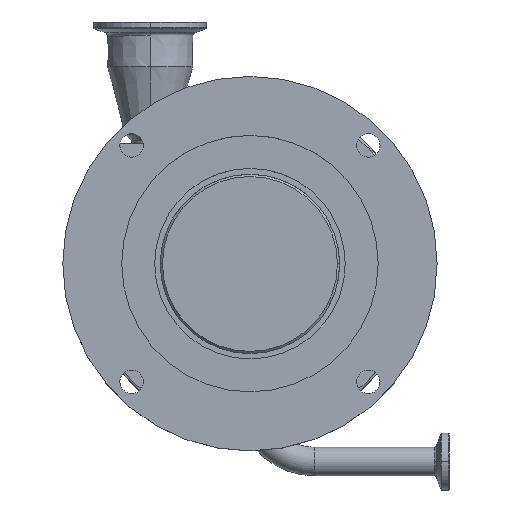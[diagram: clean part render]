
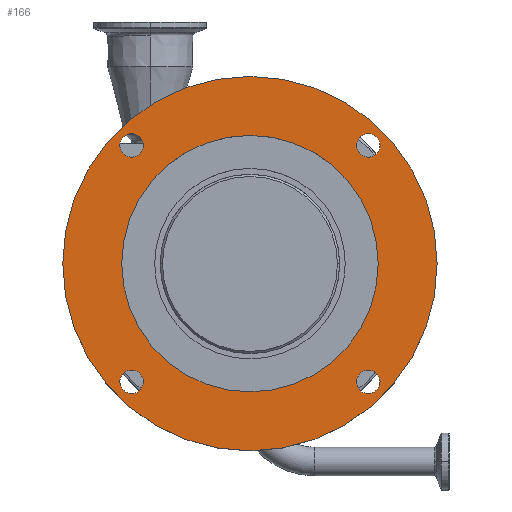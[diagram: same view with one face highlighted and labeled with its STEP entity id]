
A CAD part, top view. The second image highlights one B-rep face of the part: STEP entity #166.
In plain terms, the highlighted planar face has unit normal (0, 0, 1).
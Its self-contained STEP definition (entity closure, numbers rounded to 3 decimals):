
#48 = PLANE ( 'NONE',  #8729 ) ;
#166 = ADVANCED_FACE ( 'NONE', ( #9435, #8040, #5121, #7170, #3625, #1459 ), #48, .T. ) ;
#287 = CIRCLE ( 'NONE', #8670, 5.25 ) ;
#320 = EDGE_CURVE ( 'NONE', #5222, #7438, #1709, .T. ) ;
#346 = EDGE_CURVE ( 'NONE', #5801, #1219, #5701, .T. ) ;
#475 = CARTESIAN_POINT ( 'NONE',  ( -52.759, 52.759, -5.5 ) ) ;
#530 = CARTESIAN_POINT ( 'NONE',  ( 0., 0., -5.5 ) ) ;
#567 = DIRECTION ( 'NONE',  ( 0., 0., 1. ) ) ;
#605 = CIRCLE ( 'NONE', #3066, 57.2 ) ;
#649 = ORIENTED_EDGE ( 'NONE', *, *, #8295, .F. ) ;
#652 = DIRECTION ( 'NONE',  ( 1., 0., 0. ) ) ;
#695 = DIRECTION ( 'NONE',  ( 0., 0., 1. ) ) ;
#707 = AXIS2_PLACEMENT_3D ( 'NONE', #7919, #9415, #7858 ) ;
#794 = EDGE_LOOP ( 'NONE', ( #649, #2239 ) ) ;
#805 = CARTESIAN_POINT ( 'NONE',  ( 0., 0., -5.5 ) ) ;
#819 = ORIENTED_EDGE ( 'NONE', *, *, #5729, .T. ) ;
#834 = DIRECTION ( 'NONE',  ( 0., 0., 1. ) ) ;
#1027 = CARTESIAN_POINT ( 'NONE',  ( -58.009, -52.759, -5.5 ) ) ;
#1088 = DIRECTION ( 'NONE',  ( 1., 0., 0. ) ) ;
#1219 = VERTEX_POINT ( 'NONE', #5613 ) ;
#1290 = CIRCLE ( 'NONE', #8798, 5.25 ) ;
#1459 = FACE_BOUND ( 'NONE', #6961, .T. ) ;
#1709 = CIRCLE ( 'NONE', #8593, 5.25 ) ;
#1752 = EDGE_CURVE ( 'NONE', #4062, #5097, #8055, .T. ) ;
#1816 = DIRECTION ( 'NONE',  ( 1., 0., 0. ) ) ;
#1840 = DIRECTION ( 'NONE',  ( 1., 0., 0. ) ) ;
#1877 = DIRECTION ( 'NONE',  ( 0., 0., 1. ) ) ;
#2221 = CARTESIAN_POINT ( 'NONE',  ( -83.5, 0., -5.5 ) ) ;
#2239 = ORIENTED_EDGE ( 'NONE', *, *, #346, .F. ) ;
#2300 = EDGE_CURVE ( 'NONE', #7101, #2925, #3162, .T. ) ;
#2319 = AXIS2_PLACEMENT_3D ( 'NONE', #2937, #834, #4278 ) ;
#2439 = CARTESIAN_POINT ( 'NONE',  ( -47.509, 52.759, -5.5 ) ) ;
#2503 = ORIENTED_EDGE ( 'NONE', *, *, #5406, .F. ) ;
#2530 = DIRECTION ( 'NONE',  ( 0., 0., 1. ) ) ;
#2837 = DIRECTION ( 'NONE',  ( 1., 0., 0. ) ) ;
#2892 = EDGE_LOOP ( 'NONE', ( #5859, #5686 ) ) ;
#2925 = VERTEX_POINT ( 'NONE', #7527 ) ;
#2937 = CARTESIAN_POINT ( 'NONE',  ( 0., 0., -5.5 ) ) ;
#2988 = AXIS2_PLACEMENT_3D ( 'NONE', #8691, #695, #5114 ) ;
#3066 = AXIS2_PLACEMENT_3D ( 'NONE', #7069, #4279, #2837 ) ;
#3084 = EDGE_CURVE ( 'NONE', #5912, #6686, #3358, .T. ) ;
#3162 = CIRCLE ( 'NONE', #3620, 57.2 ) ;
#3233 = CIRCLE ( 'NONE', #2319, 83.5 ) ;
#3242 = CARTESIAN_POINT ( 'NONE',  ( -52.759, -52.759, -5.5 ) ) ;
#3340 = DIRECTION ( 'NONE',  ( 1., 0., 0. ) ) ;
#3358 = CIRCLE ( 'NONE', #9034, 83.5 ) ;
#3620 = AXIS2_PLACEMENT_3D ( 'NONE', #5581, #1877, #4012 ) ;
#3625 = FACE_OUTER_BOUND ( 'NONE', #5313, .T. ) ;
#3890 = EDGE_CURVE ( 'NONE', #8135, #8232, #4656, .T. ) ;
#4012 = DIRECTION ( 'NONE',  ( 1., 0., 0. ) ) ;
#4062 = VERTEX_POINT ( 'NONE', #8025 ) ;
#4252 = ORIENTED_EDGE ( 'NONE', *, *, #9127, .F. ) ;
#4278 = DIRECTION ( 'NONE',  ( 1., 0., 0. ) ) ;
#4279 = DIRECTION ( 'NONE',  ( 0., 0., 1. ) ) ;
#4624 = CARTESIAN_POINT ( 'NONE',  ( 58.009, 52.759, -5.5 ) ) ;
#4656 = CIRCLE ( 'NONE', #9382, 5.25 ) ;
#4688 = CIRCLE ( 'NONE', #2988, 5.25 ) ;
#4840 = DIRECTION ( 'NONE',  ( 0., 0., 1. ) ) ;
#4946 = DIRECTION ( 'NONE',  ( 0., 0., 1. ) ) ;
#4995 = ORIENTED_EDGE ( 'NONE', *, *, #3890, .F. ) ;
#5097 = VERTEX_POINT ( 'NONE', #8911 ) ;
#5114 = DIRECTION ( 'NONE',  ( 1., 0., 0. ) ) ;
#5121 = FACE_BOUND ( 'NONE', #2892, .T. ) ;
#5222 = VERTEX_POINT ( 'NONE', #2439 ) ;
#5313 = EDGE_LOOP ( 'NONE', ( #819, #6671 ) ) ;
#5406 = EDGE_CURVE ( 'NONE', #7438, #5222, #1290, .T. ) ;
#5488 = EDGE_CURVE ( 'NONE', #5097, #4062, #4688, .T. ) ;
#5581 = CARTESIAN_POINT ( 'NONE',  ( 0., 0., -5.5 ) ) ;
#5613 = CARTESIAN_POINT ( 'NONE',  ( -47.509, -52.759, -5.5 ) ) ;
#5639 = CIRCLE ( 'NONE', #6122, 5.25 ) ;
#5686 = ORIENTED_EDGE ( 'NONE', *, *, #1752, .F. ) ;
#5701 = CIRCLE ( 'NONE', #8466, 5.25 ) ;
#5729 = EDGE_CURVE ( 'NONE', #6686, #5912, #3233, .T. ) ;
#5730 = CARTESIAN_POINT ( 'NONE',  ( -52.759, 52.759, -5.5 ) ) ;
#5736 = DIRECTION ( 'NONE',  ( 0., 0., 1. ) ) ;
#5767 = CARTESIAN_POINT ( 'NONE',  ( 83.5, 0., -5.5 ) ) ;
#5801 = VERTEX_POINT ( 'NONE', #1027 ) ;
#5859 = ORIENTED_EDGE ( 'NONE', *, *, #5488, .F. ) ;
#5895 = EDGE_LOOP ( 'NONE', ( #7113, #2503 ) ) ;
#5912 = VERTEX_POINT ( 'NONE', #2221 ) ;
#6122 = AXIS2_PLACEMENT_3D ( 'NONE', #7134, #4946, #1816 ) ;
#6167 = ORIENTED_EDGE ( 'NONE', *, *, #7612, .F. ) ;
#6232 = CARTESIAN_POINT ( 'NONE',  ( 52.759, 52.759, -5.5 ) ) ;
#6671 = ORIENTED_EDGE ( 'NONE', *, *, #3084, .T. ) ;
#6686 = VERTEX_POINT ( 'NONE', #5767 ) ;
#6961 = EDGE_LOOP ( 'NONE', ( #8203, #4252 ) ) ;
#7069 = CARTESIAN_POINT ( 'NONE',  ( 0., 0., -5.5 ) ) ;
#7101 = VERTEX_POINT ( 'NONE', #7769 ) ;
#7113 = ORIENTED_EDGE ( 'NONE', *, *, #320, .F. ) ;
#7134 = CARTESIAN_POINT ( 'NONE',  ( -52.759, -52.759, -5.5 ) ) ;
#7170 = FACE_BOUND ( 'NONE', #8687, .T. ) ;
#7438 = VERTEX_POINT ( 'NONE', #8227 ) ;
#7527 = CARTESIAN_POINT ( 'NONE',  ( -57.2, 0., -5.5 ) ) ;
#7612 = EDGE_CURVE ( 'NONE', #8232, #8135, #287, .T. ) ;
#7717 = DIRECTION ( 'NONE',  ( 1., 0., 0. ) ) ;
#7769 = CARTESIAN_POINT ( 'NONE',  ( 57.2, 0., -5.5 ) ) ;
#7786 = CARTESIAN_POINT ( 'NONE',  ( 52.759, 52.759, -5.5 ) ) ;
#7801 = DIRECTION ( 'NONE',  ( 0., 0., 1. ) ) ;
#7858 = DIRECTION ( 'NONE',  ( 1., 0., 0. ) ) ;
#7919 = CARTESIAN_POINT ( 'NONE',  ( 52.759, -52.759, -5.5 ) ) ;
#8025 = CARTESIAN_POINT ( 'NONE',  ( 47.509, -52.759, -5.5 ) ) ;
#8040 = FACE_BOUND ( 'NONE', #794, .T. ) ;
#8055 = CIRCLE ( 'NONE', #707, 5.25 ) ;
#8135 = VERTEX_POINT ( 'NONE', #8719 ) ;
#8203 = ORIENTED_EDGE ( 'NONE', *, *, #2300, .F. ) ;
#8227 = CARTESIAN_POINT ( 'NONE',  ( -58.009, 52.759, -5.5 ) ) ;
#8232 = VERTEX_POINT ( 'NONE', #4624 ) ;
#8295 = EDGE_CURVE ( 'NONE', #1219, #5801, #5639, .T. ) ;
#8417 = DIRECTION ( 'NONE',  ( 0., 0., 1. ) ) ;
#8457 = DIRECTION ( 'NONE',  ( 1., 0., 0. ) ) ;
#8466 = AXIS2_PLACEMENT_3D ( 'NONE', #3242, #2530, #1088 ) ;
#8496 = DIRECTION ( 'NONE',  ( 0., 0., 1. ) ) ;
#8593 = AXIS2_PLACEMENT_3D ( 'NONE', #475, #4840, #3340 ) ;
#8670 = AXIS2_PLACEMENT_3D ( 'NONE', #7786, #8496, #1840 ) ;
#8687 = EDGE_LOOP ( 'NONE', ( #6167, #4995 ) ) ;
#8691 = CARTESIAN_POINT ( 'NONE',  ( 52.759, -52.759, -5.5 ) ) ;
#8698 = DIRECTION ( 'NONE',  ( 1., 0., 0. ) ) ;
#8719 = CARTESIAN_POINT ( 'NONE',  ( 47.509, 52.759, -5.5 ) ) ;
#8729 = AXIS2_PLACEMENT_3D ( 'NONE', #805, #5736, #8698 ) ;
#8798 = AXIS2_PLACEMENT_3D ( 'NONE', #5730, #567, #652 ) ;
#8911 = CARTESIAN_POINT ( 'NONE',  ( 58.009, -52.759, -5.5 ) ) ;
#9034 = AXIS2_PLACEMENT_3D ( 'NONE', #530, #7801, #7717 ) ;
#9127 = EDGE_CURVE ( 'NONE', #2925, #7101, #605, .T. ) ;
#9382 = AXIS2_PLACEMENT_3D ( 'NONE', #6232, #8417, #8457 ) ;
#9415 = DIRECTION ( 'NONE',  ( 0., 0., 1. ) ) ;
#9435 = FACE_BOUND ( 'NONE', #5895, .T. ) ;
